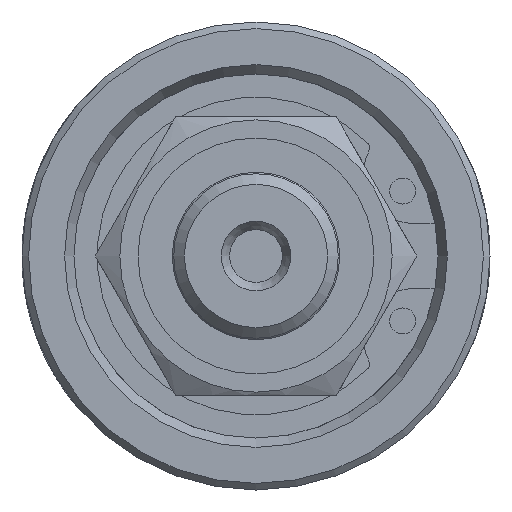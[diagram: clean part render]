
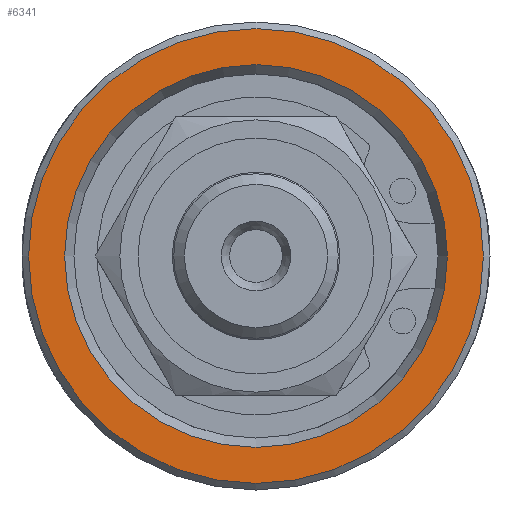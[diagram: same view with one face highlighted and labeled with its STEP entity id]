
A CAD part, left-side view. The second image highlights one B-rep face of the part: STEP entity #6341.
In plain terms, the highlighted planar face has unit normal (-1, 0, 0).
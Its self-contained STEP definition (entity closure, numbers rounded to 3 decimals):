
#69=FACE_BOUND('',#2223,.T.);
#1826=FACE_OUTER_BOUND('',#2222,.T.);
#2222=EDGE_LOOP('',(#5867));
#2223=EDGE_LOOP('',(#5868,#5869));
#2435=CIRCLE('',#6776,13.785);
#2436=CIRCLE('',#6778,11.6);
#2437=CIRCLE('',#6779,11.6);
#3065=VERTEX_POINT('',#53564);
#3066=VERTEX_POINT('',#53568);
#3067=VERTEX_POINT('',#53569);
#4003=EDGE_CURVE('',#3065,#3065,#2435,.T.);
#4004=EDGE_CURVE('',#3066,#3067,#2436,.T.);
#4005=EDGE_CURVE('',#3067,#3066,#2437,.T.);
#5867=ORIENTED_EDGE('',*,*,#4003,.F.);
#5868=ORIENTED_EDGE('',*,*,#4004,.T.);
#5869=ORIENTED_EDGE('',*,*,#4005,.T.);
#5989=PLANE('',#6777);
#6341=ADVANCED_FACE('',(#1826,#69),#5989,.T.);
#6776=AXIS2_PLACEMENT_3D('',#53566,#7956,#7957);
#6777=AXIS2_PLACEMENT_3D('',#53567,#7958,#7959);
#6778=AXIS2_PLACEMENT_3D('',#53570,#7960,#7961);
#6779=AXIS2_PLACEMENT_3D('',#53571,#7962,#7963);
#7956=DIRECTION('center_axis',(1.,0.,0.));
#7957=DIRECTION('ref_axis',(0.,-1.,0.));
#7958=DIRECTION('center_axis',(-1.,0.,0.));
#7959=DIRECTION('ref_axis',(0.,0.,1.));
#7960=DIRECTION('center_axis',(1.,0.,0.));
#7961=DIRECTION('ref_axis',(0.,1.,0.));
#7962=DIRECTION('center_axis',(1.,0.,0.));
#7963=DIRECTION('ref_axis',(0.,1.,0.));
#53564=CARTESIAN_POINT('',(0.,13.785,0.));
#53566=CARTESIAN_POINT('Origin',(0.,0.,0.));
#53567=CARTESIAN_POINT('Origin',(0.,7.093,0.));
#53568=CARTESIAN_POINT('',(0.,11.6,0.));
#53569=CARTESIAN_POINT('',(0.,-11.6,0.));
#53570=CARTESIAN_POINT('Origin',(0.,0.,0.));
#53571=CARTESIAN_POINT('Origin',(0.,0.,0.));
